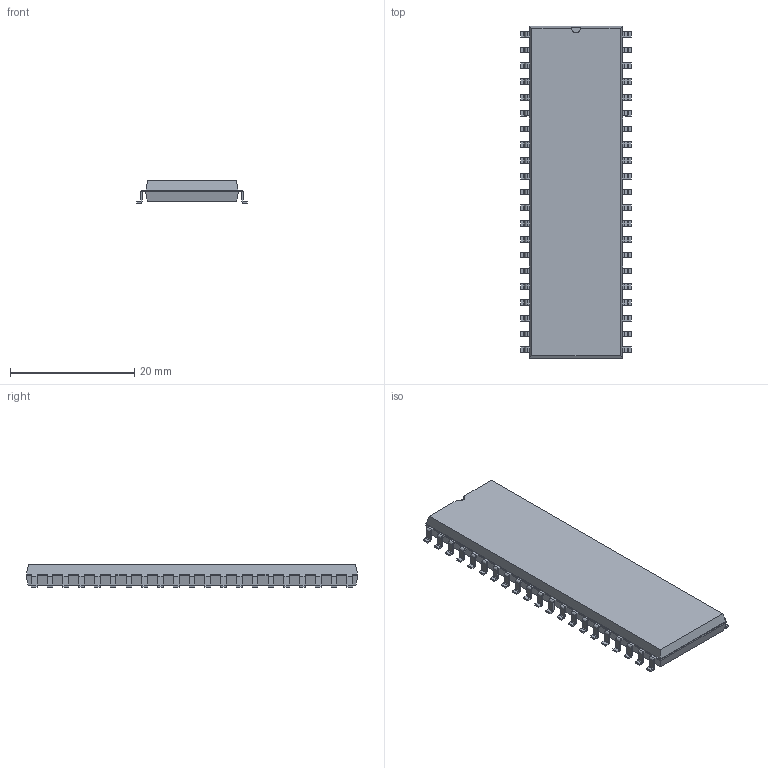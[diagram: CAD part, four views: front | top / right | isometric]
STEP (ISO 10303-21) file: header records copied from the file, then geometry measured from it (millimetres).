
FILE_DESCRIPTION(/* description */ ('model of DIP-42_W16.51mm_SMDSocket'),/* implementation_level */ '2;1');
FILE_NAME(/* name */ 'DIP-42_W16.51mm_SMDSocket.step',/* time_stamp */ '2018-11-04T11:16:06',/* author */ ('kicad StepUp','ksu'),/* organization */ ('FreeCAD'),/* preprocessor_version */ 'OCC',/* originating_system */ 'kicad StepUp',/* authorisation */ '');
FILE_SCHEMA(('AUTOMOTIVE_DESIGN { 1 0 10303 214 1 1 1 1 }'));
Length unit declared in the file: millimetre
Products named in the file (1): DIP_42_W1651mm_SMDSocket
Bounding box: 17.84 x 53.46 x 3.68 mm (x, y, z)
Volume: 2595.5 mm3; surface area: 2279.8 mm2
Topology: 1 solids, 1 shells, 692 faces, 1808 edges, 1118 vertices
Faces by surface type: plane 427, cylinder 169, bspline 96
Entity records: 13622 total; most frequent: ORIENTED_EDGE 3008, CARTESIAN_POINT 2059, EDGE_CURVE 1808, VERTEX_POINT 1118, LINE 1112, AXIS2_PLACEMENT_3D 721, ADVANCED_FACE 692, FACE_BOUND 692
